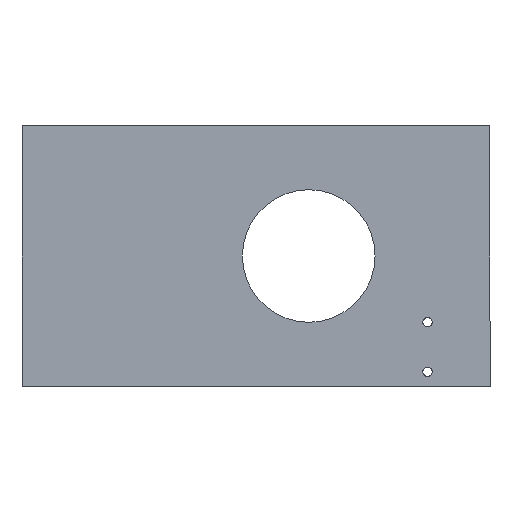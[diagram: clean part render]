
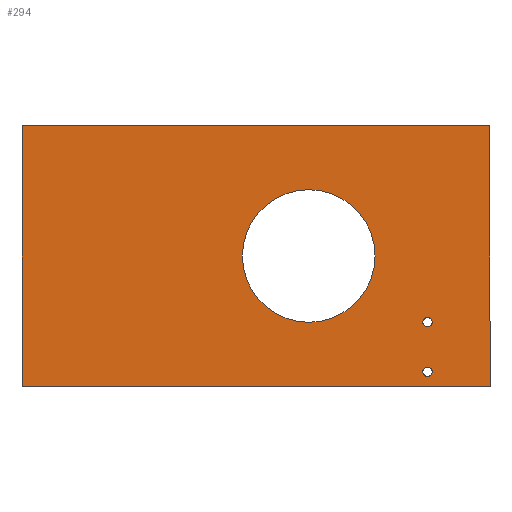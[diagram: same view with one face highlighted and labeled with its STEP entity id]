
A CAD part, front view. The second image highlights one B-rep face of the part: STEP entity #294.
In plain terms, the highlighted planar face has unit normal (0, -1, 0).
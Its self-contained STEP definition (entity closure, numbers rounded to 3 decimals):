
#26=FACE_BOUND('',#80,.T.);
#27=FACE_BOUND('',#81,.T.);
#28=FACE_BOUND('',#82,.T.);
#36=PLANE('',#340);
#52=FACE_OUTER_BOUND('',#79,.T.);
#79=EDGE_LOOP('',(#264,#265,#266,#267));
#80=EDGE_LOOP('',(#268));
#81=EDGE_LOOP('',(#269));
#82=EDGE_LOOP('',(#270));
#91=LINE('',#475,#111);
#93=LINE('',#479,#113);
#97=LINE('',#487,#117);
#100=LINE('',#491,#120);
#111=VECTOR('',#395,10.);
#113=VECTOR('',#399,10.);
#117=VECTOR('',#405,10.);
#120=VECTOR('',#410,10.);
#124=CIRCLE('',#311,0.9);
#136=CIRCLE('',#335,12.75);
#138=CIRCLE('',#338,0.9);
#140=VERTEX_POINT('',#431);
#154=VERTEX_POINT('',#472);
#155=VERTEX_POINT('',#474);
#156=VERTEX_POINT('',#478);
#159=VERTEX_POINT('',#486);
#160=VERTEX_POINT('',#493);
#162=VERTEX_POINT('',#499);
#165=EDGE_CURVE('',#140,#140,#124,.T.);
#184=EDGE_CURVE('',#154,#155,#91,.T.);
#186=EDGE_CURVE('',#155,#156,#93,.T.);
#190=EDGE_CURVE('',#156,#159,#97,.T.);
#193=EDGE_CURVE('',#159,#154,#100,.T.);
#195=EDGE_CURVE('',#160,#160,#136,.T.);
#198=EDGE_CURVE('',#162,#162,#138,.T.);
#264=ORIENTED_EDGE('',*,*,#193,.F.);
#265=ORIENTED_EDGE('',*,*,#190,.F.);
#266=ORIENTED_EDGE('',*,*,#186,.F.);
#267=ORIENTED_EDGE('',*,*,#184,.F.);
#268=ORIENTED_EDGE('',*,*,#165,.T.);
#269=ORIENTED_EDGE('',*,*,#198,.T.);
#270=ORIENTED_EDGE('',*,*,#195,.F.);
#294=ADVANCED_FACE('',(#52,#26,#27,#28),#36,.F.);
#311=AXIS2_PLACEMENT_3D('',#433,#348,#349);
#335=AXIS2_PLACEMENT_3D('',#495,#414,#415);
#338=AXIS2_PLACEMENT_3D('',#501,#421,#422);
#340=AXIS2_PLACEMENT_3D('',#503,#425,#426);
#348=DIRECTION('center_axis',(0.,1.,0.));
#349=DIRECTION('ref_axis',(-1.,0.,0.));
#395=DIRECTION('',(-1.,0.,0.));
#399=DIRECTION('',(0.,0.,1.));
#405=DIRECTION('',(1.,0.,0.));
#410=DIRECTION('',(0.,0.,-1.));
#414=DIRECTION('center_axis',(0.,-1.,0.));
#415=DIRECTION('ref_axis',(-1.,0.,0.));
#421=DIRECTION('center_axis',(0.,1.,0.));
#422=DIRECTION('ref_axis',(-1.,0.,0.));
#425=DIRECTION('center_axis',(0.,1.,0.));
#426=DIRECTION('ref_axis',(-1.,0.,0.));
#431=CARTESIAN_POINT('',(-6.237,1.95,-52.25));
#433=CARTESIAN_POINT('Origin',(-7.137,1.95,-52.25));
#472=CARTESIAN_POINT('',(4.863,1.95,-55.));
#474=CARTESIAN_POINT('',(-85.137,1.95,-55.));
#475=CARTESIAN_POINT('',(-31.5,1.95,-55.));
#478=CARTESIAN_POINT('',(-85.137,1.95,-5.));
#479=CARTESIAN_POINT('',(-85.137,1.95,31.5));
#486=CARTESIAN_POINT('',(4.863,1.95,-5.));
#487=CARTESIAN_POINT('',(31.5,1.95,-5.));
#491=CARTESIAN_POINT('',(4.863,1.95,-31.5));
#493=CARTESIAN_POINT('',(-17.25,1.95,-30.));
#495=CARTESIAN_POINT('Origin',(-30.,1.95,-30.));
#499=CARTESIAN_POINT('',(-6.237,1.95,-42.75));
#501=CARTESIAN_POINT('Origin',(-7.137,1.95,-42.75));
#503=CARTESIAN_POINT('Origin',(0.,1.95,0.));
